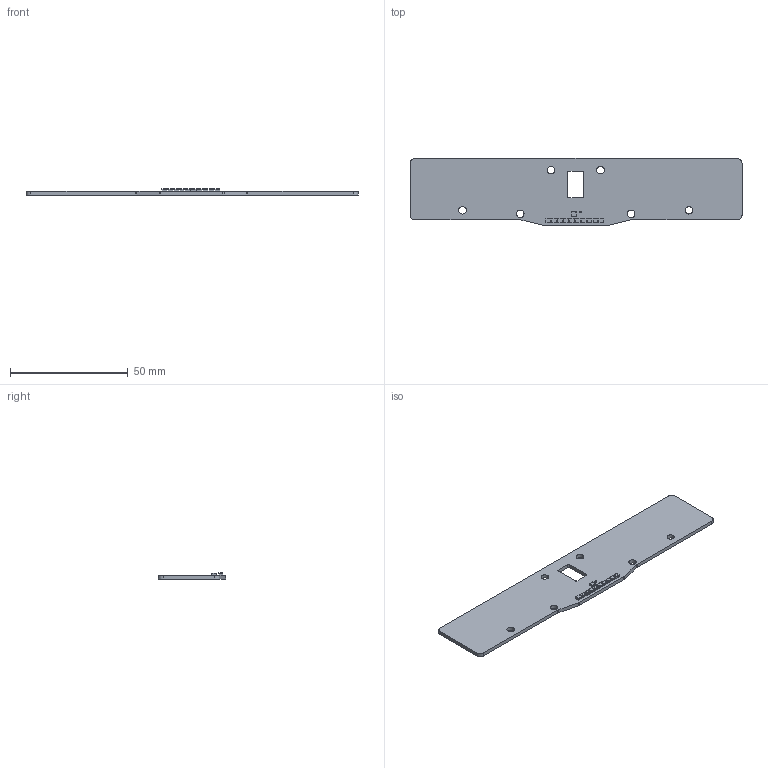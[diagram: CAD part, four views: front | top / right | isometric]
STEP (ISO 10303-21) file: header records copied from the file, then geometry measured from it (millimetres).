
FILE_DESCRIPTION(('KiCad electronic assembly'),'2;1');
FILE_NAME('LED_Module_E_copper.step','2024-12-01T19:56:58',('Pcbnew'),( 'Kicad'),'Open CASCADE STEP processor 7.7','KiCad to STEP converter' ,'Unknown');
FILE_SCHEMA(('AUTOMOTIVE_DESIGN { 1 0 10303 214 1 1 1 1 }'));
Length unit declared in the file: millimetre
Products named in the file (8): LED_Module_E_copper 1; XLamp XE-G; 2610-00144; C_0402_1005Metric; WSON-8-1EP_2x2mm_P0.5mm_EP0.9x1.6mm; WSON_8_1EP_2x2mm_P05mm_EP09x16mm; _autosave-LED_Module_E_copper_PCB
Assembly tree (16 placements, depth 3):
  LED_Module_E_copper 1
    XLamp XE-G  x10
      2610-00144
    C_0402_1005Metric
      C_0402_1005Metric
    WSON-8-1EP_2x2mm_P0.5mm_EP0.9x1.6mm
      WSON_8_1EP_2x2mm_P05mm_EP09x16mm
    _autosave-LED_Module_E_copper_PCB
Bounding box: 140.75 x 28.5 x 2.65 mm (x, y, z)
Volume: 5841.2 mm3; surface area: 8360.5 mm2
Topology: 103 solids, 103 shells, 992 faces, 2316 edges, 1544 vertices
Faces by surface type: plane 741, cylinder 211, bspline 40
Full cylindrical faces by diameter (mm): 0.25 x1, 3.2 x6
Entity records: 7299 total; most frequent: CARTESIAN_POINT 1284, DIRECTION 1080, ORIENTED_EDGE 1068, EDGE_CURVE 534, LINE 424, VECTOR 424, VERTEX_POINT 356, AXIS2_PLACEMENT_3D 328
